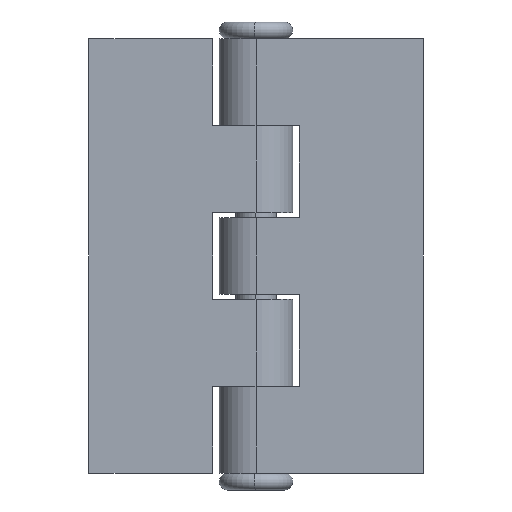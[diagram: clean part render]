
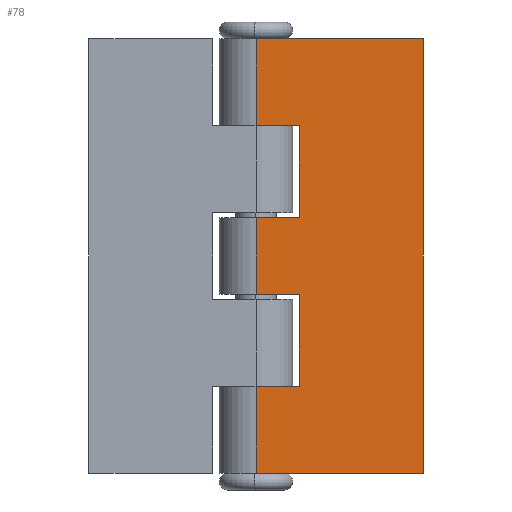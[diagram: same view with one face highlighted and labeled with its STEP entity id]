
A CAD part, front view. The second image highlights one B-rep face of the part: STEP entity #78.
In plain terms, the highlighted planar face has unit normal (0, -1, 0).
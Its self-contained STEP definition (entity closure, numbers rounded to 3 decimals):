
#34 = VERTEX_POINT ( 'NONE', #721 ) ;
#44 = EDGE_CURVE ( 'NONE', #65, #34, #771, .T. ) ;
#65 = VERTEX_POINT ( 'NONE', #842 ) ;
#70 = ORIENTED_EDGE ( 'NONE', *, *, #508, .T. ) ;
#72 = VERTEX_POINT ( 'NONE', #836 ) ;
#77 = EDGE_LOOP ( 'NONE', ( #70, #510, #512, #513, #516, #521, #523, #524, #525, #527, #528, #529 ) ) ;
#78 = ADVANCED_FACE ( 'NONE', ( #824 ), #823, .F. ) ;
#143 = VERTEX_POINT ( 'NONE', #968 ) ;
#164 = EDGE_CURVE ( 'NONE', #450, #143, #1007, .T. ) ;
#173 = VERTEX_POINT ( 'NONE', #992 ) ;
#174 = EDGE_CURVE ( 'NONE', #182, #173, #991, .T. ) ;
#182 = VERTEX_POINT ( 'NONE', #1036 ) ;
#188 = EDGE_CURVE ( 'NONE', #34, #189, #1034, .T. ) ;
#189 = VERTEX_POINT ( 'NONE', #1030 ) ;
#443 = VERTEX_POINT ( 'NONE', #1501 ) ;
#444 = EDGE_CURVE ( 'NONE', #450, #443, #1500, .T. ) ;
#450 = VERTEX_POINT ( 'NONE', #1486 ) ;
#508 = EDGE_CURVE ( 'NONE', #72, #509, #1594, .T. ) ;
#509 = VERTEX_POINT ( 'NONE', #1590 ) ;
#510 = ORIENTED_EDGE ( 'NONE', *, *, #511, .T. ) ;
#511 = EDGE_CURVE ( 'NONE', #509, #182, #1589, .T. ) ;
#512 = ORIENTED_EDGE ( 'NONE', *, *, #174, .T. ) ;
#513 = ORIENTED_EDGE ( 'NONE', *, *, #514, .T. ) ;
#514 = EDGE_CURVE ( 'NONE', #173, #515, #1585, .T. ) ;
#515 = VERTEX_POINT ( 'NONE', #1581 ) ;
#516 = ORIENTED_EDGE ( 'NONE', *, *, #517, .T. ) ;
#517 = EDGE_CURVE ( 'NONE', #515, #518, #1645, .T. ) ;
#518 = VERTEX_POINT ( 'NONE', #1641 ) ;
#521 = ORIENTED_EDGE ( 'NONE', *, *, #522, .T. ) ;
#522 = EDGE_CURVE ( 'NONE', #518, #65, #1635, .T. ) ;
#523 = ORIENTED_EDGE ( 'NONE', *, *, #44, .T. ) ;
#524 = ORIENTED_EDGE ( 'NONE', *, *, #188, .T. ) ;
#525 = ORIENTED_EDGE ( 'NONE', *, *, #526, .F. ) ;
#526 = EDGE_CURVE ( 'NONE', #143, #189, #1631, .T. ) ;
#527 = ORIENTED_EDGE ( 'NONE', *, *, #164, .F. ) ;
#528 = ORIENTED_EDGE ( 'NONE', *, *, #444, .T. ) ;
#529 = ORIENTED_EDGE ( 'NONE', *, *, #530, .T. ) ;
#530 = EDGE_CURVE ( 'NONE', #443, #72, #1627, .T. ) ;
#721 = CARTESIAN_POINT ( 'NONE',  ( 0., -11., -65. ) ) ;
#768 = DIRECTION ( 'NONE',  ( 0., 0., -1. ) ) ;
#769 = VECTOR ( 'NONE', #768, 1000. ) ;
#770 = CARTESIAN_POINT ( 'NONE',  ( 0., -11., 65. ) ) ;
#771 = LINE ( 'NONE', #770, #769 ) ;
#819 = DIRECTION ( 'NONE',  ( 0., 0., 1. ) ) ;
#820 = DIRECTION ( 'NONE',  ( 0., 1., 0. ) ) ;
#821 = CARTESIAN_POINT ( 'NONE',  ( 0., -11., 65. ) ) ;
#822 = AXIS2_PLACEMENT_3D ( 'NONE', #821, #820, #819 ) ;
#823 = PLANE ( 'NONE',  #822 ) ;
#824 = FACE_OUTER_BOUND ( 'NONE', #77, .T. ) ;
#836 = CARTESIAN_POINT ( 'NONE',  ( 13., -11., 39. ) ) ;
#842 = CARTESIAN_POINT ( 'NONE',  ( 0., -11., -39. ) ) ;
#968 = CARTESIAN_POINT ( 'NONE',  ( 50., -11., 65. ) ) ;
#988 = DIRECTION ( 'NONE',  ( 0., 0., -1. ) ) ;
#989 = VECTOR ( 'NONE', #988, 1000. ) ;
#990 = CARTESIAN_POINT ( 'NONE',  ( 0., -11., 65. ) ) ;
#991 = LINE ( 'NONE', #990, #989 ) ;
#992 = CARTESIAN_POINT ( 'NONE',  ( 0., -11., -11.5 ) ) ;
#1004 = DIRECTION ( 'NONE',  ( 1., 0., 0. ) ) ;
#1005 = VECTOR ( 'NONE', #1004, 1000. ) ;
#1006 = CARTESIAN_POINT ( 'NONE',  ( 0., -11., 65. ) ) ;
#1007 = LINE ( 'NONE', #1006, #1005 ) ;
#1030 = CARTESIAN_POINT ( 'NONE',  ( 50., -11., -65. ) ) ;
#1031 = DIRECTION ( 'NONE',  ( 1., 0., 0. ) ) ;
#1032 = VECTOR ( 'NONE', #1031, 1000. ) ;
#1033 = CARTESIAN_POINT ( 'NONE',  ( 0., -11., -65. ) ) ;
#1034 = LINE ( 'NONE', #1033, #1032 ) ;
#1036 = CARTESIAN_POINT ( 'NONE',  ( 0., -11., 11.5 ) ) ;
#1486 = CARTESIAN_POINT ( 'NONE',  ( 0., -11., 65. ) ) ;
#1497 = DIRECTION ( 'NONE',  ( 0., 0., -1. ) ) ;
#1498 = VECTOR ( 'NONE', #1497, 1000. ) ;
#1499 = CARTESIAN_POINT ( 'NONE',  ( 0., -11., 65. ) ) ;
#1500 = LINE ( 'NONE', #1499, #1498 ) ;
#1501 = CARTESIAN_POINT ( 'NONE',  ( 0., -11., 39. ) ) ;
#1581 = CARTESIAN_POINT ( 'NONE',  ( 13., -11., -11.5 ) ) ;
#1582 = DIRECTION ( 'NONE',  ( 1., 0., 0. ) ) ;
#1583 = VECTOR ( 'NONE', #1582, 1000. ) ;
#1584 = CARTESIAN_POINT ( 'NONE',  ( 0., -11., -11.5 ) ) ;
#1585 = LINE ( 'NONE', #1584, #1583 ) ;
#1586 = DIRECTION ( 'NONE',  ( -1., 0., 0. ) ) ;
#1587 = VECTOR ( 'NONE', #1586, 1000. ) ;
#1588 = CARTESIAN_POINT ( 'NONE',  ( 0., -11., 11.5 ) ) ;
#1589 = LINE ( 'NONE', #1588, #1587 ) ;
#1590 = CARTESIAN_POINT ( 'NONE',  ( 13., -11., 11.5 ) ) ;
#1591 = DIRECTION ( 'NONE',  ( 0., 0., -1. ) ) ;
#1592 = VECTOR ( 'NONE', #1591, 1000. ) ;
#1593 = CARTESIAN_POINT ( 'NONE',  ( 13., -11., 65. ) ) ;
#1594 = LINE ( 'NONE', #1593, #1592 ) ;
#1624 = DIRECTION ( 'NONE',  ( 1., 0., 0. ) ) ;
#1625 = VECTOR ( 'NONE', #1624, 1000. ) ;
#1626 = CARTESIAN_POINT ( 'NONE',  ( 0., -11., 39. ) ) ;
#1627 = LINE ( 'NONE', #1626, #1625 ) ;
#1628 = DIRECTION ( 'NONE',  ( 0., 0., -1. ) ) ;
#1629 = VECTOR ( 'NONE', #1628, 1000. ) ;
#1630 = CARTESIAN_POINT ( 'NONE',  ( 50., -11., 65. ) ) ;
#1631 = LINE ( 'NONE', #1630, #1629 ) ;
#1632 = DIRECTION ( 'NONE',  ( -1., 0., 0. ) ) ;
#1633 = VECTOR ( 'NONE', #1632, 1000. ) ;
#1634 = CARTESIAN_POINT ( 'NONE',  ( 0., -11., -39. ) ) ;
#1635 = LINE ( 'NONE', #1634, #1633 ) ;
#1641 = CARTESIAN_POINT ( 'NONE',  ( 13., -11., -39. ) ) ;
#1642 = DIRECTION ( 'NONE',  ( 0., 0., -1. ) ) ;
#1643 = VECTOR ( 'NONE', #1642, 1000. ) ;
#1644 = CARTESIAN_POINT ( 'NONE',  ( 13., -11., 65. ) ) ;
#1645 = LINE ( 'NONE', #1644, #1643 ) ;
